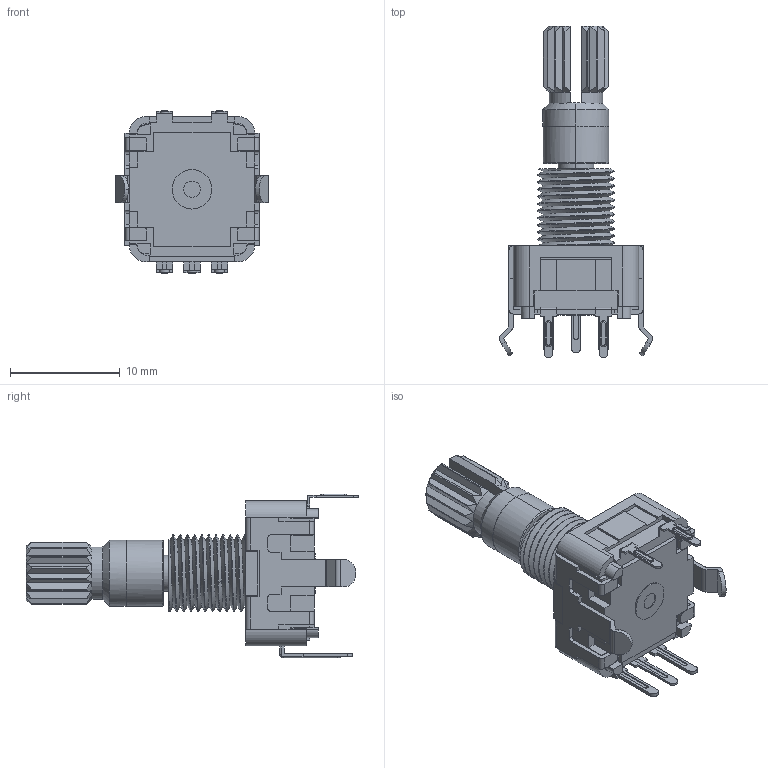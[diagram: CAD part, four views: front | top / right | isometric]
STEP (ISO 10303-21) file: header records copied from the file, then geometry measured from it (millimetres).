
FILE_DESCRIPTION (( 'STEP AP214' ), '1' );
FILE_NAME ('E05472A6-F3B1-4996-A6D5-F5E15265DC8A.STEP', '2024-03-20T17:55:39', ( '' ), ( '' ), 'SwSTEP 2.0', 'SolidWorks 2022', '' );
FILE_SCHEMA (( 'AUTOMOTIVE_DESIGN' ));
Length unit declared in the file: millimetre
Products named in the file (1): E05472A6-F3B1-4996-A6D5-F5E15265DC8A
Bounding box: 14 x 30.2 x 14.9 mm (x, y, z)
Surface area: 1779.1 mm2 (no closed solid volume)
Topology: 0 solids, 4 shells, 536 faces, 1511 edges, 998 vertices
Faces by surface type: plane 320, cylinder 164, cone 29, bspline 23
Entity records: 21843 total; most frequent: CARTESIAN_POINT 8211, ORIENTED_EDGE 3014, DIRECTION 2588, EDGE_CURVE 1511, VERTEX_POINT 998, LINE 978, VECTOR 978, AXIS2_PLACEMENT_3D 805
